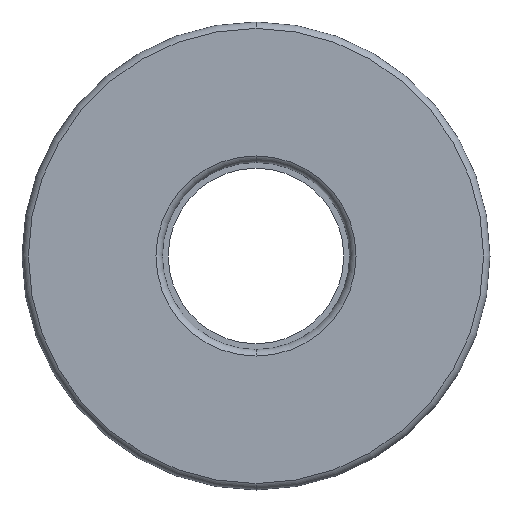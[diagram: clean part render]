
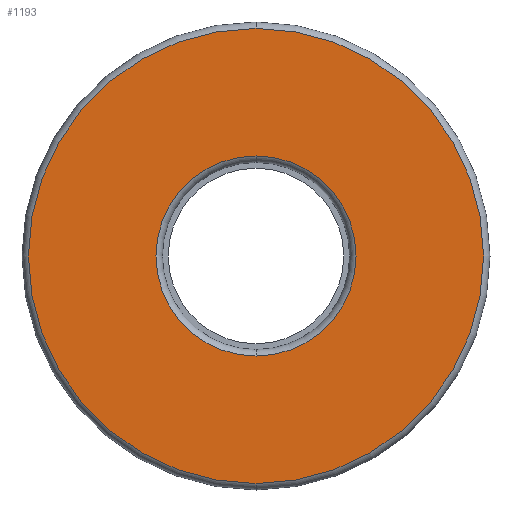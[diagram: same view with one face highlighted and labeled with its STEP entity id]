
A CAD part, front view. The second image highlights one B-rep face of the part: STEP entity #1193.
In plain terms, the highlighted planar face has unit normal (0, -1, 0).
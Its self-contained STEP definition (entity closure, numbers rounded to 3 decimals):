
#106 = FACE_BOUND ( 'NONE', #1562, .T. ) ;
#144 = DIRECTION ( 'NONE',  ( 0., -1., 0. ) ) ;
#159 = DIRECTION ( 'NONE',  ( 0., 0., -1. ) ) ;
#203 = AXIS2_PLACEMENT_3D ( 'NONE', #1689, #1422, #159 ) ;
#259 = ORIENTED_EDGE ( 'NONE', *, *, #1790, .F. ) ;
#264 = AXIS2_PLACEMENT_3D ( 'NONE', #1699, #144, #1145 ) ;
#341 = VERTEX_POINT ( 'NONE', #1707 ) ;
#381 = CIRCLE ( 'NONE', #784, 1.71 ) ;
#436 = AXIS2_PLACEMENT_3D ( 'NONE', #1592, #736, #1427 ) ;
#470 = DIRECTION ( 'NONE',  ( 0., -1., 0. ) ) ;
#502 = CARTESIAN_POINT ( 'NONE',  ( 0., -1.75, 1.71 ) ) ;
#535 = FACE_OUTER_BOUND ( 'NONE', #1724, .T. ) ;
#555 = ORIENTED_EDGE ( 'NONE', *, *, #1216, .T. ) ;
#597 = ORIENTED_EDGE ( 'NONE', *, *, #1684, .F. ) ;
#647 = VERTEX_POINT ( 'NONE', #855 ) ;
#736 = DIRECTION ( 'NONE',  ( 0., -1., 0. ) ) ;
#784 = AXIS2_PLACEMENT_3D ( 'NONE', #1692, #1827, #1396 ) ;
#855 = CARTESIAN_POINT ( 'NONE',  ( 0., -1.75, 3.89 ) ) ;
#869 = ORIENTED_EDGE ( 'NONE', *, *, #1404, .T. ) ;
#937 = VERTEX_POINT ( 'NONE', #502 ) ;
#1076 = VERTEX_POINT ( 'NONE', #1102 ) ;
#1102 = CARTESIAN_POINT ( 'NONE',  ( 0., -1.75, -1.71 ) ) ;
#1145 = DIRECTION ( 'NONE',  ( 0., 0., -1. ) ) ;
#1159 = CIRCLE ( 'NONE', #1628, 3.89 ) ;
#1193 = ADVANCED_FACE ( 'NONE', ( #535, #106 ), #1819, .T. ) ;
#1216 = EDGE_CURVE ( 'NONE', #341, #647, #1700, .T. ) ;
#1287 = CIRCLE ( 'NONE', #436, 1.71 ) ;
#1304 = DIRECTION ( 'NONE',  ( 0., 0., -1. ) ) ;
#1396 = DIRECTION ( 'NONE',  ( 0., 0., -1. ) ) ;
#1404 = EDGE_CURVE ( 'NONE', #647, #341, #1159, .T. ) ;
#1422 = DIRECTION ( 'NONE',  ( 0., -1., 0. ) ) ;
#1427 = DIRECTION ( 'NONE',  ( 0., 0., -1. ) ) ;
#1562 = EDGE_LOOP ( 'NONE', ( #597, #259 ) ) ;
#1592 = CARTESIAN_POINT ( 'NONE',  ( 0., -1.75, 0. ) ) ;
#1594 = CARTESIAN_POINT ( 'NONE',  ( 0., -1.75, 0. ) ) ;
#1628 = AXIS2_PLACEMENT_3D ( 'NONE', #1594, #470, #1304 ) ;
#1684 = EDGE_CURVE ( 'NONE', #1076, #937, #381, .T. ) ;
#1689 = CARTESIAN_POINT ( 'NONE',  ( 0., -1.75, 0. ) ) ;
#1692 = CARTESIAN_POINT ( 'NONE',  ( 0., -1.75, 0. ) ) ;
#1699 = CARTESIAN_POINT ( 'NONE',  ( 0., -1.75, -3.89 ) ) ;
#1700 = CIRCLE ( 'NONE', #203, 3.89 ) ;
#1707 = CARTESIAN_POINT ( 'NONE',  ( 0., -1.75, -3.89 ) ) ;
#1724 = EDGE_LOOP ( 'NONE', ( #555, #869 ) ) ;
#1790 = EDGE_CURVE ( 'NONE', #937, #1076, #1287, .T. ) ;
#1819 = PLANE ( 'NONE',  #264 ) ;
#1827 = DIRECTION ( 'NONE',  ( 0., -1., 0. ) ) ;
